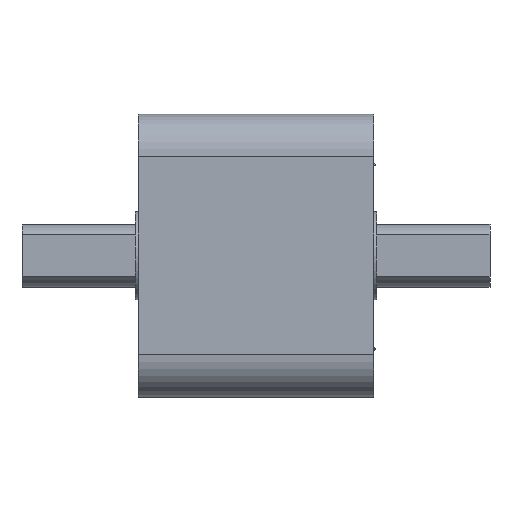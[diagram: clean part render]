
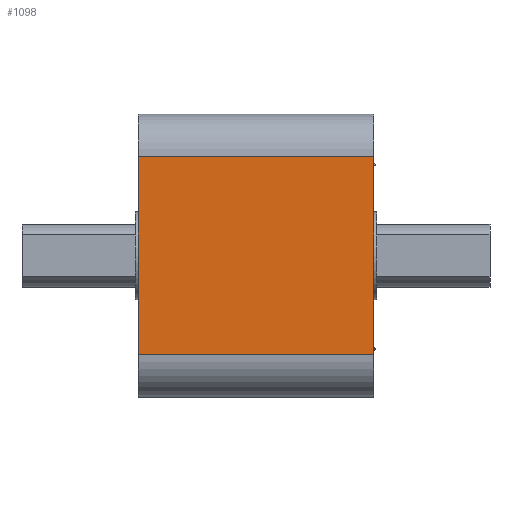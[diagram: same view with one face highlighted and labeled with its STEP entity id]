
A CAD part, top view. The second image highlights one B-rep face of the part: STEP entity #1098.
In plain terms, the highlighted planar face has unit normal (0, 0, 1).
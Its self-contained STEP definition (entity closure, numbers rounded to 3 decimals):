
#101=PLANE('',#1218);
#152=FACE_OUTER_BOUND('',#227,.T.);
#227=EDGE_LOOP('',(#897,#898,#899,#900));
#303=LINE('',#1771,#393);
#307=LINE('',#1779,#397);
#310=LINE('',#1788,#400);
#313=LINE('',#1793,#403);
#393=VECTOR('',#1433,10.);
#397=VECTOR('',#1441,10.);
#400=VECTOR('',#1450,10.);
#403=VECTOR('',#1457,10.);
#544=VERTEX_POINT('',#1764);
#547=VERTEX_POINT('',#1769);
#549=VERTEX_POINT('',#1778);
#551=VERTEX_POINT('',#1784);
#661=EDGE_CURVE('',#547,#544,#303,.T.);
#665=EDGE_CURVE('',#544,#549,#307,.T.);
#670=EDGE_CURVE('',#549,#551,#310,.T.);
#673=EDGE_CURVE('',#551,#547,#313,.T.);
#897=ORIENTED_EDGE('',*,*,#661,.F.);
#898=ORIENTED_EDGE('',*,*,#673,.F.);
#899=ORIENTED_EDGE('',*,*,#670,.F.);
#900=ORIENTED_EDGE('',*,*,#665,.F.);
#1098=ADVANCED_FACE('',(#152),#101,.T.);
#1218=AXIS2_PLACEMENT_3D('',#1795,#1460,#1461);
#1433=DIRECTION('',(-1.,0.,0.));
#1441=DIRECTION('',(0.,1.,0.));
#1450=DIRECTION('',(1.,0.,0.));
#1457=DIRECTION('',(0.,-1.,0.));
#1460=DIRECTION('center_axis',(0.,0.,1.));
#1461=DIRECTION('ref_axis',(1.,0.,0.));
#1764=CARTESIAN_POINT('',(-9.35,-7.85,0.));
#1769=CARTESIAN_POINT('',(9.35,-7.85,0.));
#1771=CARTESIAN_POINT('',(4.675,-7.85,0.));
#1778=CARTESIAN_POINT('',(-9.35,7.85,0.));
#1779=CARTESIAN_POINT('',(-9.35,-11.25,0.));
#1784=CARTESIAN_POINT('',(9.35,7.85,0.));
#1788=CARTESIAN_POINT('',(-4.675,7.85,0.));
#1793=CARTESIAN_POINT('',(9.35,11.25,0.));
#1795=CARTESIAN_POINT('Origin',(0.,0.,
0.));
